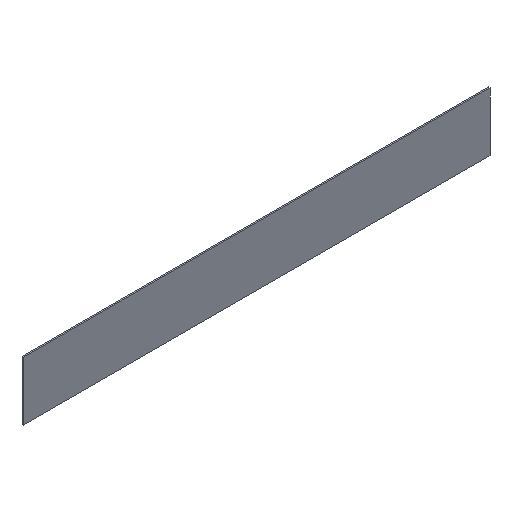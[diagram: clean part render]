
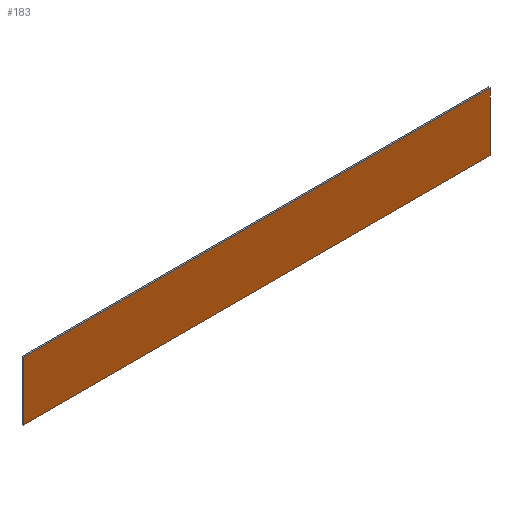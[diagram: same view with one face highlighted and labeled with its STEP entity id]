
A CAD part, isometric view. The second image highlights one B-rep face of the part: STEP entity #183.
In plain terms, the highlighted planar face has unit normal (0, -1, 0).
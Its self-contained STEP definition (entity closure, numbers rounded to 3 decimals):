
#8 = ORIENTED_EDGE ( 'NONE', *, *, #163, .F. ) ;
#18 = DIRECTION ( 'NONE',  ( 0., -1., 0. ) ) ;
#22 = ORIENTED_EDGE ( 'NONE', *, *, #72, .T. ) ;
#25 = ORIENTED_EDGE ( 'NONE', *, *, #84, .F. ) ;
#33 = DIRECTION ( 'NONE',  ( 1., 0., 0. ) ) ;
#44 = DIRECTION ( 'NONE',  ( 0., 0., -1. ) ) ;
#53 = ORIENTED_EDGE ( 'NONE', *, *, #127, .F. ) ;
#60 = CARTESIAN_POINT ( 'NONE',  ( 64.582, 0., -36. ) ) ;
#61 = VERTEX_POINT ( 'NONE', #60 ) ;
#64 = CARTESIAN_POINT ( 'NONE',  ( 64.582, 0., 0. ) ) ;
#66 = CARTESIAN_POINT ( 'NONE',  ( 350., 0., -36. ) ) ;
#71 = LINE ( 'NONE', #138, #95 ) ;
#72 = EDGE_CURVE ( 'NONE', #61, #112, #179, .T. ) ;
#77 = CARTESIAN_POINT ( 'NONE',  ( 0., 0., -36. ) ) ;
#78 = DIRECTION ( 'NONE',  ( 0., 0., 1. ) ) ;
#84 = EDGE_CURVE ( 'NONE', #96, #112, #85, .T. ) ;
#85 = LINE ( 'NONE', #186, #117 ) ;
#93 = CARTESIAN_POINT ( 'NONE',  ( 350., 0., 0. ) ) ;
#95 = VECTOR ( 'NONE', #111, 1000. ) ;
#96 = VERTEX_POINT ( 'NONE', #93 ) ;
#111 = DIRECTION ( 'NONE',  ( 1., 0., 0. ) ) ;
#112 = VERTEX_POINT ( 'NONE', #66 ) ;
#117 = VECTOR ( 'NONE', #44, 1000. ) ;
#120 = EDGE_LOOP ( 'NONE', ( #53, #22, #25, #8 ) ) ;
#123 = DIRECTION ( 'NONE',  ( 0., 0., -1. ) ) ;
#124 = FACE_OUTER_BOUND ( 'NONE', #120, .T. ) ;
#127 = EDGE_CURVE ( 'NONE', #61, #197, #202, .T. ) ;
#138 = CARTESIAN_POINT ( 'NONE',  ( 0., 0., 0. ) ) ;
#145 = VECTOR ( 'NONE', #33, 1000. ) ;
#153 = PLANE ( 'NONE',  #157 ) ;
#157 = AXIS2_PLACEMENT_3D ( 'NONE', #174, #18, #123 ) ;
#163 = EDGE_CURVE ( 'NONE', #197, #96, #71, .T. ) ;
#170 = CARTESIAN_POINT ( 'NONE',  ( 64.582, 0., 0. ) ) ;
#174 = CARTESIAN_POINT ( 'NONE',  ( 0., 0., 0. ) ) ;
#179 = LINE ( 'NONE', #77, #145 ) ;
#181 = VECTOR ( 'NONE', #78, 1000. ) ;
#183 = ADVANCED_FACE ( 'NONE', ( #124 ), #153, .T. ) ;
#186 = CARTESIAN_POINT ( 'NONE',  ( 350., 0., 0. ) ) ;
#197 = VERTEX_POINT ( 'NONE', #170 ) ;
#202 = LINE ( 'NONE', #64, #181 ) ;
